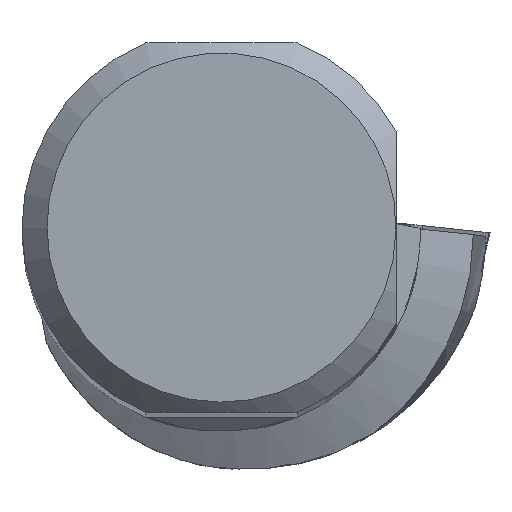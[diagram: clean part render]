
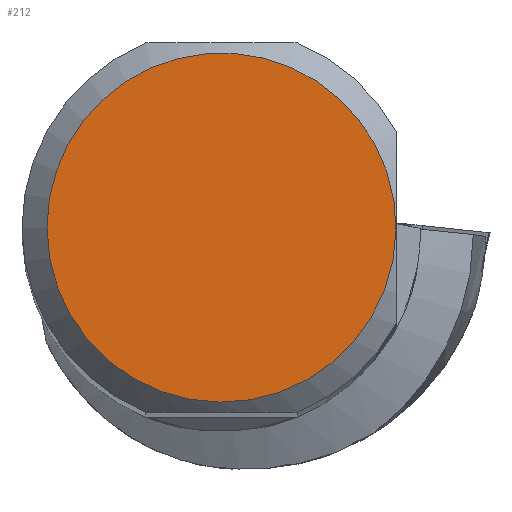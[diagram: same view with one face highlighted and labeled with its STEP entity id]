
A CAD part, top view. The second image highlights one B-rep face of the part: STEP entity #212.
In plain terms, the highlighted planar face has unit normal (0, 0, 1).
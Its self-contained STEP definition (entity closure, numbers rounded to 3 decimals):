
#173=FACE_OUTER_BOUND('',#386,.T.);
#212=ADVANCED_FACE('CU_SU_BP3',(#173),#240,.T.);
#240=PLANE('',#952);
#386=EDGE_LOOP('',(#534));
#534=ORIENTED_EDGE('',*,*,#774,.F.);
#683=VERTEX_POINT('',#1531);
#774=EDGE_CURVE('',#683,#683,#820,.T.);
#820=CIRCLE('',#951,17.489);
#951=AXIS2_PLACEMENT_3D('',#1530,#1137,#1138);
#952=AXIS2_PLACEMENT_3D('',#1532,#1139,#1140);
#1137=DIRECTION('',(0.,0.,-1.));
#1138=DIRECTION('',(-1.,0.,0.));
#1139=DIRECTION('',(0.,0.,1.));
#1140=DIRECTION('',(-1.,0.,0.));
#1530=CARTESIAN_POINT('',(0.,0.,0.));
#1531=CARTESIAN_POINT('',(-17.489,0.,0.));
#1532=CARTESIAN_POINT('',(0.,0.,
0.));
